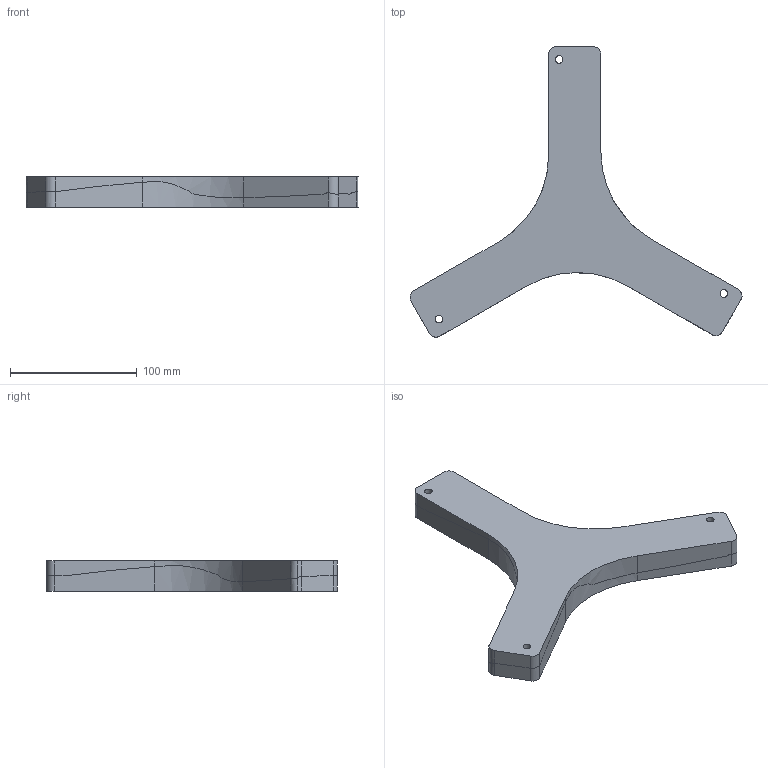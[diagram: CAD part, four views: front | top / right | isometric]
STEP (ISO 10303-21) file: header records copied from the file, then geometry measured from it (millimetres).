
FILE_DESCRIPTION (( 'STEP AP214' ), '1' );
FILE_NAME ('10x55x3_mould.STEP', '2024-11-03T18:21:02', ( '' ), ( '' ), 'SwSTEP 2.0', 'SolidWorks 2021', '' );
FILE_SCHEMA (( 'AUTOMOTIVE_DESIGN' ));
Length unit declared in the file: millimetre
Products named in the file (1): 10x55x3_mould
Bounding box: 262.34 x 229.35 x 24 mm (x, y, z)
Volume: 411392.1 mm3; surface area: 96334.5 mm2
Topology: 2 solids, 2 shells, 203 faces, 549 edges, 340 vertices
Faces by surface type: bspline 129, cylinder 45, plane 29
Entity records: 15004 total; most frequent: CARTESIAN_POINT 10932, ORIENTED_EDGE 1080, EDGE_CURVE 540, DIRECTION 423, VERTEX_POINT 340, B_SPLINE_CURVE_WITH_KNOTS 317, EDGE_LOOP 214, ADVANCED_FACE 203
